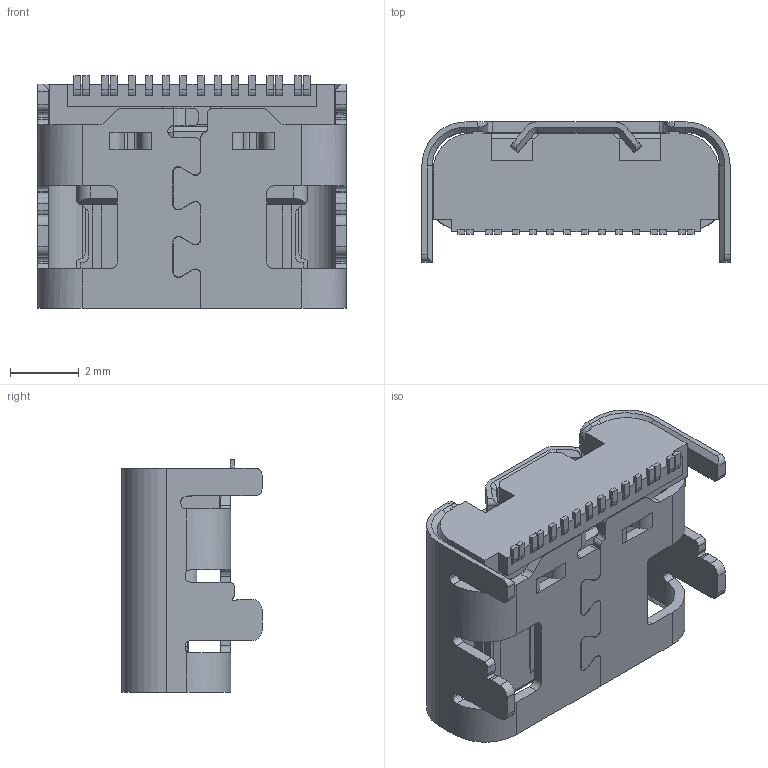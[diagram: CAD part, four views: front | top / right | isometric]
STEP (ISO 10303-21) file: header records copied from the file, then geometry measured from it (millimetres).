
FILE_DESCRIPTION (( 'STEP AP214' ), '1' );
FILE_NAME ('9E8BE16F-C469-48CC-AE79-7F5BA24D87F3.STEP', '2024-05-05T14:23:49', ( '' ), ( '' ), 'SwSTEP 2.0', 'SolidWorks 2022', '' );
FILE_SCHEMA (( 'AUTOMOTIVE_DESIGN' ));
Length unit declared in the file: millimetre
Products named in the file (1): 9E8BE16F-C469-48CC-AE79-7F5BA24D87F3
Bounding box: 8.94 x 4.06 x 6.75 mm (x, y, z)
Volume: 95.6 mm3; surface area: 430.7 mm2
Topology: 1 solids, 1 shells, 667 faces, 1971 edges, 1280 vertices
Faces by surface type: plane 470, cylinder 178, cone 13, bspline 6
Entity records: 30232 total; most frequent: CARTESIAN_POINT 4940, ORIENTED_EDGE 3938, DIRECTION 3547, EDGE_CURVE 1969, LINE 1505, VECTOR 1505, VERTEX_POINT 1280, AXIS2_PLACEMENT_3D 1021
